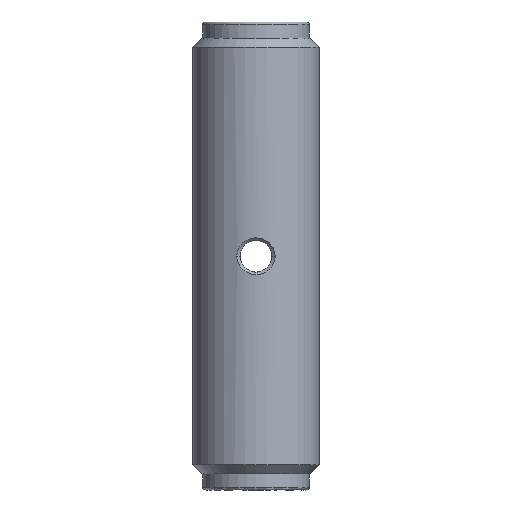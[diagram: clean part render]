
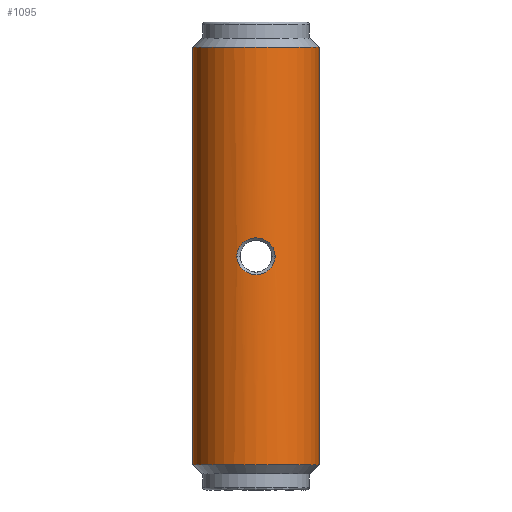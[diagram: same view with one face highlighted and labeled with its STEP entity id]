
A CAD part, front view. The second image highlights one B-rep face of the part: STEP entity #1095.
In plain terms, the highlighted cylindrical face has radius 3.175 mm (diameter 6.35 mm), a partial arc.
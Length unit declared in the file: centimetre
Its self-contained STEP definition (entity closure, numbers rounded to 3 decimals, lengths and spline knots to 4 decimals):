
#342 = CARTESIAN_POINT ( 'NONE',  ( 0.3175, 0., -1.0452 ) ) ;
#355 = CARTESIAN_POINT ( 'NONE',  ( -0.3175, 0., -1.0452 ) ) ;
#377 = CARTESIAN_POINT ( 'NONE',  ( 0.0959, -0.3027, 0. ) ) ;
#381 = CARTESIAN_POINT ( 'NONE',  ( -0.3175, 0., 1.0478 ) ) ;
#399 = CARTESIAN_POINT ( 'NONE',  ( 0.3175, 0., 1.0478 ) ) ;
#911 = VERTEX_POINT ( 'NONE', #342 ) ;
#937 = VERTEX_POINT ( 'NONE', #399 ) ;
#939 = VERTEX_POINT ( 'NONE', #355 ) ;
#945 = VERTEX_POINT ( 'NONE', #377 ) ;
#954 = VERTEX_POINT ( 'NONE', #381 ) ;
#979 = EDGE_LOOP ( 'NONE', ( #3108, #3125, #3126, #3107 ) ) ;
#1010 = EDGE_LOOP ( 'NONE', ( #3106, #3096 ) ) ;
#1051 = B_SPLINE_CURVE_WITH_KNOTS ( 'NONE', 3,
 ( #2455, #2456, #2460, #2461, #2462, #2463, #2464, #2465, #2466, #2467, #2468, #2469, #2470, #2471, #2472, #2473 ),
 .UNSPECIFIED., .F., .F.,
 ( 4, 2, 2, 2, 2, 2, 2, 4 ),
 ( 0., 0.0004, 0.0007, 0.0011, 0.0015, 0.0022, 0.0026, 0.003 ),
 .UNSPECIFIED. ) ;
#1095 = ADVANCED_FACE ( 'NONE', ( #1188, #1120 ), #1146, .T. ) ;
#1120 = FACE_BOUND ( 'NONE', #1010, .T. ) ;
#1146 = CYLINDRICAL_SURFACE ( 'NONE', #3368, 0.3175 ) ;
#1156 = LINE ( 'NONE', #1738, #1169 ) ;
#1169 = VECTOR ( 'NONE', #1739, 100. ) ;
#1188 = FACE_OUTER_BOUND ( 'NONE', #979, .T. ) ;
#1192 = VECTOR ( 'NONE', #1671, 100. ) ;
#1210 = LINE ( 'NONE', #1668, #1192 ) ;
#1641 = CARTESIAN_POINT ( 'NONE',  ( -0.0959, -0.3027, 0. ) ) ;
#1668 = CARTESIAN_POINT ( 'NONE',  ( 0.3175, 0., 1.1748 ) ) ;
#1671 = DIRECTION ( 'NONE',  ( 0., 0., -1. ) ) ;
#1738 = CARTESIAN_POINT ( 'NONE',  ( -0.3175, 0., 1.1748 ) ) ;
#1739 = DIRECTION ( 'NONE',  ( 0., 0., -1. ) ) ;
#1845 = AXIS2_PLACEMENT_3D ( 'NONE', #2621, #2622, #2623 ) ;
#1849 = AXIS2_PLACEMENT_3D ( 'NONE', #2612, #2613, #2614 ) ;
#1896 = B_SPLINE_CURVE_WITH_KNOTS ( 'NONE', 3,
 ( #2619, #2620, #2625, #2626, #2627, #2628, #2629, #2630, #2631, #2632, #2633, #2634, #2635, #2636, #2637, #2638, #2639, #2640 ),
 .UNSPECIFIED., .F., .F.,
 ( 4, 2, 2, 2, 2, 2, 2, 2, 4 ),
 ( 0.003, 0.0033, 0.0037, 0.0041, 0.0044, 0.0048, 0.0052, 0.0056, 0.0059 ),
 .UNSPECIFIED. ) ;
#2189 = DIRECTION ( 'NONE',  ( -1., 0., 0. ) ) ;
#2190 = CARTESIAN_POINT ( 'NONE',  ( 0., 0., 1.1748 ) ) ;
#2191 = DIRECTION ( 'NONE',  ( 0., 0., -1. ) ) ;
#2270 = CIRCLE ( 'NONE', #1849, 0.3175 ) ;
#2271 = CIRCLE ( 'NONE', #1845, 0.3175 ) ;
#2455 = CARTESIAN_POINT ( 'NONE',  ( 0.0959, -0.3027, 0. ) ) ;
#2456 = CARTESIAN_POINT ( 'NONE',  ( 0.0959, -0.3027, -0.0125 ) ) ;
#2460 = CARTESIAN_POINT ( 'NONE',  ( 0.0932, -0.3035, -0.0248 ) ) ;
#2461 = CARTESIAN_POINT ( 'NONE',  ( 0.0833, -0.3064, -0.0473 ) ) ;
#2462 = CARTESIAN_POINT ( 'NONE',  ( 0.076, -0.3084, -0.0575 ) ) ;
#2463 = CARTESIAN_POINT ( 'NONE',  ( 0.0582, -0.3123, -0.0742 ) ) ;
#2464 = CARTESIAN_POINT ( 'NONE',  ( 0.0476, -0.3141, -0.0808 ) ) ;
#2465 = CARTESIAN_POINT ( 'NONE',  ( 0.0247, -0.3167, -0.0898 ) ) ;
#2466 = CARTESIAN_POINT ( 'NONE',  ( 0.0123, -0.3175, -0.0921 ) ) ;
#2467 = CARTESIAN_POINT ( 'NONE',  ( -0.0249, -0.3175, -0.0921 ) ) ;
#2468 = CARTESIAN_POINT ( 'NONE',  ( -0.0494, -0.3142, -0.0825 ) ) ;
#2469 = CARTESIAN_POINT ( 'NONE',  ( -0.0761, -0.3084, -0.0573 ) ) ;
#2470 = CARTESIAN_POINT ( 'NONE',  ( -0.0834, -0.3064, -0.0471 ) ) ;
#2471 = CARTESIAN_POINT ( 'NONE',  ( -0.0933, -0.3035, -0.0247 ) ) ;
#2472 = CARTESIAN_POINT ( 'NONE',  ( -0.0959, -0.3027, -0.0123 ) ) ;
#2473 = CARTESIAN_POINT ( 'NONE',  ( -0.0959, -0.3027, 0. ) ) ;
#2612 = CARTESIAN_POINT ( 'NONE',  ( 0., 0., 1.0478 ) ) ;
#2613 = DIRECTION ( 'NONE',  ( 0., 0., -1. ) ) ;
#2614 = DIRECTION ( 'NONE',  ( -1., 0., 0. ) ) ;
#2619 = CARTESIAN_POINT ( 'NONE',  ( -0.0959, -0.3027, 0. ) ) ;
#2620 = CARTESIAN_POINT ( 'NONE',  ( -0.0959, -0.3027, 0.0123 ) ) ;
#2621 = CARTESIAN_POINT ( 'NONE',  ( 0., 0., -1.0452 ) ) ;
#2622 = DIRECTION ( 'NONE',  ( 0., 0., 1. ) ) ;
#2623 = DIRECTION ( 'NONE',  ( -1., 0., 0. ) ) ;
#2625 = CARTESIAN_POINT ( 'NONE',  ( -0.0933, -0.3035, 0.0247 ) ) ;
#2626 = CARTESIAN_POINT ( 'NONE',  ( -0.0833, -0.3064, 0.0472 ) ) ;
#2627 = CARTESIAN_POINT ( 'NONE',  ( -0.0761, -0.3084, 0.0573 ) ) ;
#2628 = CARTESIAN_POINT ( 'NONE',  ( -0.0581, -0.3123, 0.0742 ) ) ;
#2629 = CARTESIAN_POINT ( 'NONE',  ( -0.0476, -0.3141, 0.0808 ) ) ;
#2630 = CARTESIAN_POINT ( 'NONE',  ( -0.0247, -0.3167, 0.0898 ) ) ;
#2631 = CARTESIAN_POINT ( 'NONE',  ( -0.0123, -0.3175, 0.0921 ) ) ;
#2632 = CARTESIAN_POINT ( 'NONE',  ( 0.0124, -0.3175, 0.0921 ) ) ;
#2633 = CARTESIAN_POINT ( 'NONE',  ( 0.0248, -0.3167, 0.0897 ) ) ;
#2634 = CARTESIAN_POINT ( 'NONE',  ( 0.0476, -0.3141, 0.0808 ) ) ;
#2635 = CARTESIAN_POINT ( 'NONE',  ( 0.0582, -0.3122, 0.0741 ) ) ;
#2636 = CARTESIAN_POINT ( 'NONE',  ( 0.076, -0.3084, 0.0574 ) ) ;
#2637 = CARTESIAN_POINT ( 'NONE',  ( 0.0833, -0.3064, 0.0473 ) ) ;
#2638 = CARTESIAN_POINT ( 'NONE',  ( 0.0932, -0.3035, 0.0248 ) ) ;
#2639 = CARTESIAN_POINT ( 'NONE',  ( 0.0959, -0.3027, 0.0125 ) ) ;
#2640 = CARTESIAN_POINT ( 'NONE',  ( 0.0959, -0.3027, 0. ) ) ;
#3096 = ORIENTED_EDGE ( 'NONE', *, *, #3339, .T. ) ;
#3106 = ORIENTED_EDGE ( 'NONE', *, *, #3309, .T. ) ;
#3107 = ORIENTED_EDGE ( 'NONE', *, *, #3338, .T. ) ;
#3108 = ORIENTED_EDGE ( 'NONE', *, *, #3241, .F. ) ;
#3125 = ORIENTED_EDGE ( 'NONE', *, *, #3336, .T. ) ;
#3126 = ORIENTED_EDGE ( 'NONE', *, *, #3260, .T. ) ;
#3211 = VERTEX_POINT ( 'NONE', #1641 ) ;
#3241 = EDGE_CURVE ( 'NONE', #937, #911, #1210, .T. ) ;
#3260 = EDGE_CURVE ( 'NONE', #954, #939, #1156, .T. ) ;
#3309 = EDGE_CURVE ( 'NONE', #945, #3211, #1051, .T. ) ;
#3336 = EDGE_CURVE ( 'NONE', #937, #954, #2270, .T. ) ;
#3338 = EDGE_CURVE ( 'NONE', #939, #911, #2271, .T. ) ;
#3339 = EDGE_CURVE ( 'NONE', #3211, #945, #1896, .T. ) ;
#3368 = AXIS2_PLACEMENT_3D ( 'NONE', #2190, #2191, #2189 ) ;
